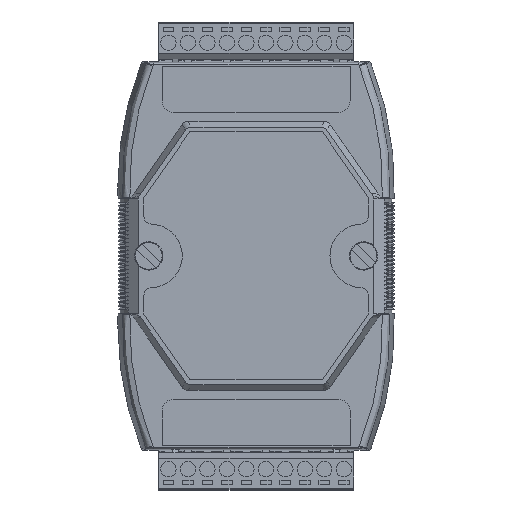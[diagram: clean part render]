
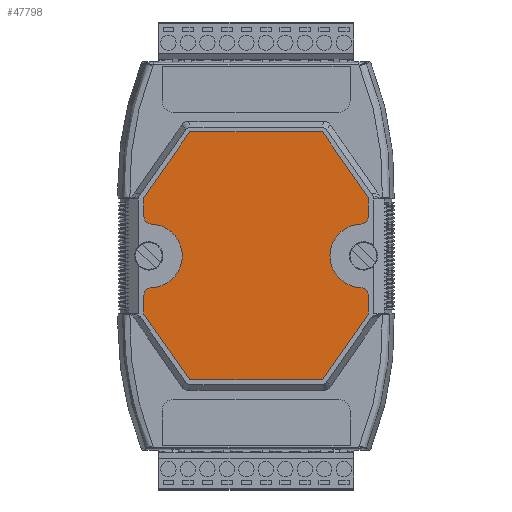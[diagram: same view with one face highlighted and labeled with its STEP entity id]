
A CAD part, top view. The second image highlights one B-rep face of the part: STEP entity #47798.
In plain terms, the highlighted face is planar.
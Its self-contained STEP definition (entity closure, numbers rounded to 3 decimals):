
#400 = CARTESIAN_POINT ( 'NONE',  ( -27.25, 0.3, -10.296 ) ) ;
#859 = ORIENTED_EDGE ( 'NONE', *, *, #9191, .T. ) ;
#2306 = VERTEX_POINT ( 'NONE', #59200 ) ;
#3474 = FACE_OUTER_BOUND ( 'NONE', #39750, .T. ) ;
#3854 = EDGE_CURVE ( 'NONE', #86053, #84349, #44439, .T. ) ;
#4999 = CARTESIAN_POINT ( 'NONE',  ( -29.25, 0.3, -15.163 ) ) ;
#5140 = VECTOR ( 'NONE', #35543, 1000. ) ;
#5492 = CARTESIAN_POINT ( 'NONE',  ( -17.305, 0.3, 32.35 ) ) ;
#5621 = DIRECTION ( 'NONE',  ( -0.571, 0., 0.821 ) ) ;
#5667 = ORIENTED_EDGE ( 'NONE', *, *, #93190, .T. ) ;
#5876 = LINE ( 'NONE', #36021, #5140 ) ;
#6074 = AXIS2_PLACEMENT_3D ( 'NONE', #21328, #70805, #50609 ) ;
#6175 = DIRECTION ( 'NONE',  ( 0., 1., 0. ) ) ;
#6330 = CARTESIAN_POINT ( 'NONE',  ( -17.305, 0.3, -32.35 ) ) ;
#6554 = VERTEX_POINT ( 'NONE', #6923 ) ;
#6923 = CARTESIAN_POINT ( 'NONE',  ( -29.25, 0.3, -10.296 ) ) ;
#7947 = CARTESIAN_POINT ( 'NONE',  ( -29.25, 0.3, 15.163 ) ) ;
#8253 = EDGE_CURVE ( 'NONE', #2306, #12284, #83049, .T. ) ;
#8335 = VERTEX_POINT ( 'NONE', #24514 ) ;
#8751 = DIRECTION ( 'NONE',  ( 0., 0., 1. ) ) ;
#9191 = EDGE_CURVE ( 'NONE', #8335, #56219, #78086, .T. ) ;
#9835 = DIRECTION ( 'NONE',  ( 1., 0., 0. ) ) ;
#10157 = VECTOR ( 'NONE', #9835, 1000. ) ;
#11447 = DIRECTION ( 'NONE',  ( 0., 0., 1. ) ) ;
#11853 = LINE ( 'NONE', #62735, #37590 ) ;
#12262 = CARTESIAN_POINT ( 'NONE',  ( 27.25, 0.3, 10.296 ) ) ;
#12284 = VERTEX_POINT ( 'NONE', #26045 ) ;
#12442 = DIRECTION ( 'NONE',  ( 0., 1., 0. ) ) ;
#12696 = CARTESIAN_POINT ( 'NONE',  ( 17.305, 0.3, 32.35 ) ) ;
#13126 = CARTESIAN_POINT ( 'NONE',  ( -27.308, 0.3, 8.296 ) ) ;
#13714 = ORIENTED_EDGE ( 'NONE', *, *, #3854, .T. ) ;
#14415 = LINE ( 'NONE', #93162, #85686 ) ;
#15011 = VERTEX_POINT ( 'NONE', #24521 ) ;
#15132 = LINE ( 'NONE', #7947, #72607 ) ;
#15139 = ORIENTED_EDGE ( 'NONE', *, *, #15928, .T. ) ;
#15928 = EDGE_CURVE ( 'NONE', #56219, #2306, #45881, .T. ) ;
#16593 = EDGE_CURVE ( 'NONE', #38465, #6554, #71652, .T. ) ;
#17394 = EDGE_CURVE ( 'NONE', #6554, #60220, #73581, .T. ) ;
#18158 = AXIS2_PLACEMENT_3D ( 'NONE', #93540, #12442, #63782 ) ;
#18852 = AXIS2_PLACEMENT_3D ( 'NONE', #40676, #19097, #11447 ) ;
#19097 = DIRECTION ( 'NONE',  ( 0., -1., 0. ) ) ;
#21328 = CARTESIAN_POINT ( 'NONE',  ( 27.55, 0.3, 0. ) ) ;
#21909 = DIRECTION ( 'NONE',  ( -1., 0., 0. ) ) ;
#22883 = ORIENTED_EDGE ( 'NONE', *, *, #89247, .T. ) ;
#24514 = CARTESIAN_POINT ( 'NONE',  ( 29.25, 0.3, 10.296 ) ) ;
#24521 = CARTESIAN_POINT ( 'NONE',  ( 29.25, 0.3, 15.163 ) ) ;
#25479 = DIRECTION ( 'NONE',  ( 0., 1., 0. ) ) ;
#26045 = CARTESIAN_POINT ( 'NONE',  ( 29.25, 0.3, -10.296 ) ) ;
#27072 = EDGE_CURVE ( 'NONE', #62734, #89007, #15132, .T. ) ;
#29348 = DIRECTION ( 'NONE',  ( 0., 0., 1. ) ) ;
#29932 = EDGE_CURVE ( 'NONE', #87953, #86053, #30108, .T. ) ;
#30108 = LINE ( 'NONE', #65632, #69834 ) ;
#30194 = EDGE_CURVE ( 'NONE', #84349, #38465, #11853, .T. ) ;
#30531 = EDGE_CURVE ( 'NONE', #89007, #91033, #46273, .T. ) ;
#31700 = ORIENTED_EDGE ( 'NONE', *, *, #46232, .T. ) ;
#33778 = EDGE_CURVE ( 'NONE', #93415, #83326, #90157, .T. ) ;
#35543 = DIRECTION ( 'NONE',  ( 0., 0., 1. ) ) ;
#35617 = DIRECTION ( 'NONE',  ( 0., 0., 1. ) ) ;
#36021 = CARTESIAN_POINT ( 'NONE',  ( -29.25, 0.3, 10.296 ) ) ;
#36072 = EDGE_CURVE ( 'NONE', #83326, #62734, #5876, .T. ) ;
#37541 = ORIENTED_EDGE ( 'NONE', *, *, #44363, .T. ) ;
#37590 = VECTOR ( 'NONE', #5621, 1000. ) ;
#38279 = VECTOR ( 'NONE', #35617, 1000. ) ;
#38444 = PLANE ( 'NONE',  #61731 ) ;
#38465 = VERTEX_POINT ( 'NONE', #40790 ) ;
#39750 = EDGE_LOOP ( 'NONE', ( #46135, #83693, #37541, #5667, #859, #15139, #69399, #22883, #70612, #13714, #39751, #92678, #62028, #31700, #75660, #80164 ) ) ;
#39751 = ORIENTED_EDGE ( 'NONE', *, *, #30194, .T. ) ;
#40676 = CARTESIAN_POINT ( 'NONE',  ( -27.55, 0.3, 0. ) ) ;
#40790 = CARTESIAN_POINT ( 'NONE',  ( -29.25, 0.3, -15.163 ) ) ;
#44363 = EDGE_CURVE ( 'NONE', #91033, #15011, #91811, .T. ) ;
#44439 = LINE ( 'NONE', #73746, #93353 ) ;
#45881 = CIRCLE ( 'NONE', #6074, 8.3 ) ;
#46129 = CARTESIAN_POINT ( 'NONE',  ( 27.25, 0.3, 10.296 ) ) ;
#46135 = ORIENTED_EDGE ( 'NONE', *, *, #27072, .T. ) ;
#46232 = EDGE_CURVE ( 'NONE', #60220, #93415, #72469, .T. ) ;
#46273 = LINE ( 'NONE', #66468, #10157 ) ;
#47798 = ADVANCED_FACE ( 'NONE', ( #3474 ), #38444, .T. ) ;
#48489 = DIRECTION ( 'NONE',  ( 0., 0., 1. ) ) ;
#50609 = DIRECTION ( 'NONE',  ( 0., 0., 1. ) ) ;
#51969 = AXIS2_PLACEMENT_3D ( 'NONE', #12262, #80704, #29348 ) ;
#53472 = DIRECTION ( 'NONE',  ( 0., 0., -1. ) ) ;
#53481 = CARTESIAN_POINT ( 'NONE',  ( 27.308, 0.3, 8.296 ) ) ;
#55792 = CARTESIAN_POINT ( 'NONE',  ( 17.305, 0.3, 32.35 ) ) ;
#56219 = VERTEX_POINT ( 'NONE', #53481 ) ;
#57157 = DIRECTION ( 'NONE',  ( 0., 0., -1. ) ) ;
#57529 = DIRECTION ( 'NONE',  ( 0., 0., 1. ) ) ;
#59200 = CARTESIAN_POINT ( 'NONE',  ( 27.308, 0.3, -8.296 ) ) ;
#60220 = VERTEX_POINT ( 'NONE', #88503 ) ;
#61339 = AXIS2_PLACEMENT_3D ( 'NONE', #400, #6175, #57529 ) ;
#61731 = AXIS2_PLACEMENT_3D ( 'NONE', #46129, #83095, #8751 ) ;
#62028 = ORIENTED_EDGE ( 'NONE', *, *, #17394, .T. ) ;
#62070 = CARTESIAN_POINT ( 'NONE',  ( 17.305, 0.3, -32.35 ) ) ;
#62734 = VERTEX_POINT ( 'NONE', #85709 ) ;
#62735 = CARTESIAN_POINT ( 'NONE',  ( -17.305, 0.3, -32.35 ) ) ;
#62909 = CARTESIAN_POINT ( 'NONE',  ( 27.25, 0.3, -10.296 ) ) ;
#63782 = DIRECTION ( 'NONE',  ( 0., 0., 1. ) ) ;
#64588 = CARTESIAN_POINT ( 'NONE',  ( 29.25, 0.3, -15.163 ) ) ;
#65632 = CARTESIAN_POINT ( 'NONE',  ( 29.25, 0.3, -15.163 ) ) ;
#66468 = CARTESIAN_POINT ( 'NONE',  ( -17.305, 0.3, 32.35 ) ) ;
#67856 = LINE ( 'NONE', #90911, #81200 ) ;
#69399 = ORIENTED_EDGE ( 'NONE', *, *, #8253, .T. ) ;
#69834 = VECTOR ( 'NONE', #79116, 1000. ) ;
#70612 = ORIENTED_EDGE ( 'NONE', *, *, #29932, .T. ) ;
#70805 = DIRECTION ( 'NONE',  ( 0., -1., 0. ) ) ;
#71652 = LINE ( 'NONE', #4999, #38279 ) ;
#72469 = CIRCLE ( 'NONE', #18852, 8.3 ) ;
#72607 = VECTOR ( 'NONE', #89038, 1000. ) ;
#73581 = CIRCLE ( 'NONE', #61339, 2. ) ;
#73746 = CARTESIAN_POINT ( 'NONE',  ( 17.305, 0.3, -32.35 ) ) ;
#75660 = ORIENTED_EDGE ( 'NONE', *, *, #33778, .T. ) ;
#78086 = CIRCLE ( 'NONE', #51969, 2. ) ;
#79116 = DIRECTION ( 'NONE',  ( -0.571, 0., -0.821 ) ) ;
#80164 = ORIENTED_EDGE ( 'NONE', *, *, #36072, .T. ) ;
#80704 = DIRECTION ( 'NONE',  ( 0., 1., 0. ) ) ;
#81200 = VECTOR ( 'NONE', #53472, 1000. ) ;
#82980 = AXIS2_PLACEMENT_3D ( 'NONE', #62909, #25479, #48489 ) ;
#83049 = CIRCLE ( 'NONE', #82980, 2. ) ;
#83095 = DIRECTION ( 'NONE',  ( 0., 1., 0. ) ) ;
#83326 = VERTEX_POINT ( 'NONE', #85559 ) ;
#83693 = ORIENTED_EDGE ( 'NONE', *, *, #30531, .T. ) ;
#84349 = VERTEX_POINT ( 'NONE', #6330 ) ;
#85069 = DIRECTION ( 'NONE',  ( 0.571, 0., -0.821 ) ) ;
#85559 = CARTESIAN_POINT ( 'NONE',  ( -29.25, 0.3, 10.296 ) ) ;
#85686 = VECTOR ( 'NONE', #57157, 1000. ) ;
#85709 = CARTESIAN_POINT ( 'NONE',  ( -29.25, 0.3, 15.163 ) ) ;
#86053 = VERTEX_POINT ( 'NONE', #62070 ) ;
#87953 = VERTEX_POINT ( 'NONE', #64588 ) ;
#88503 = CARTESIAN_POINT ( 'NONE',  ( -27.308, 0.3, -8.296 ) ) ;
#89007 = VERTEX_POINT ( 'NONE', #5492 ) ;
#89038 = DIRECTION ( 'NONE',  ( 0.571, 0., 0.821 ) ) ;
#89247 = EDGE_CURVE ( 'NONE', #12284, #87953, #14415, .T. ) ;
#90157 = CIRCLE ( 'NONE', #18158, 2. ) ;
#90911 = CARTESIAN_POINT ( 'NONE',  ( 29.25, 0.3, 15.163 ) ) ;
#91033 = VERTEX_POINT ( 'NONE', #12696 ) ;
#91811 = LINE ( 'NONE', #55792, #93724 ) ;
#92678 = ORIENTED_EDGE ( 'NONE', *, *, #16593, .T. ) ;
#93162 = CARTESIAN_POINT ( 'NONE',  ( 29.25, 0.3, -10.296 ) ) ;
#93190 = EDGE_CURVE ( 'NONE', #15011, #8335, #67856, .T. ) ;
#93353 = VECTOR ( 'NONE', #21909, 1000. ) ;
#93415 = VERTEX_POINT ( 'NONE', #13126 ) ;
#93540 = CARTESIAN_POINT ( 'NONE',  ( -27.25, 0.3, 10.296 ) ) ;
#93724 = VECTOR ( 'NONE', #85069, 1000. ) ;
